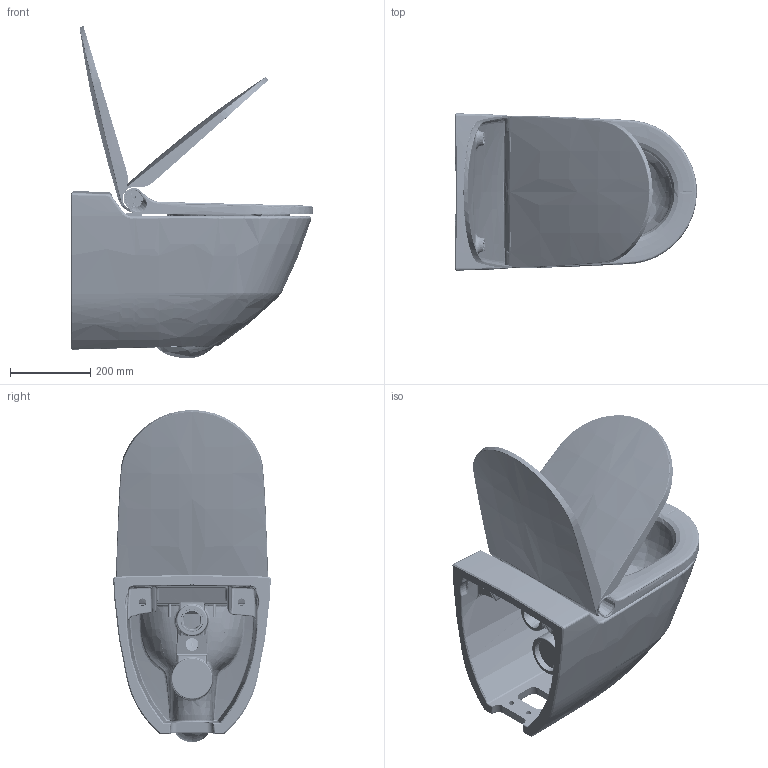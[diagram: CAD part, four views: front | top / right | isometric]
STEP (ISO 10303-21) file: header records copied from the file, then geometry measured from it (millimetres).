
FILE_DESCRIPTION(('CATIA V5 STEP'),'2;1');
FILE_NAME('25102015-20690 --- Baugruppe - Sitz und Deckel.stp','2015-09-25T09:57:57+00:00',('none'),('none'),'CATIA Version 5 Release 19 SP 6 (IN-10)','CATIA V5 STEP AP203','none');
FILE_SCHEMA(('CONFIG_CONTROL_DESIGN'));
Products named in the file (1): 25102015-20690 --- Baugruppe - Sitz und Deckel
Bounding box: 601.62 x 391.8 x 825.63 mm (x, y, z)
Volume: 24058965.1 mm3; surface area: 2674354.1 mm2
Topology: 28 solids, 28 shells, 8568 faces, 27692 edges, 18854 vertices
Faces by surface type: bspline 4790, cylinder 1719, plane 1331, cone 559, torus 90, sphere 50, revolution 17, extrusion 12
Entity records: 619079 total; most frequent: CARTESIAN_POINT 440900, ORIENTED_EDGE 54502, EDGE_CURVE 27251, VERTEX_POINT 18854, B_SPLINE_CURVE_WITH_KNOTS 15803, DIRECTION 13652, EDGE_LOOP 8761, ADVANCED_FACE 8568
